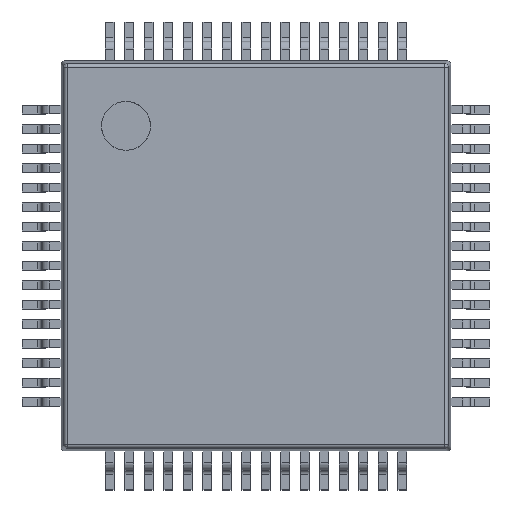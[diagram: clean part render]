
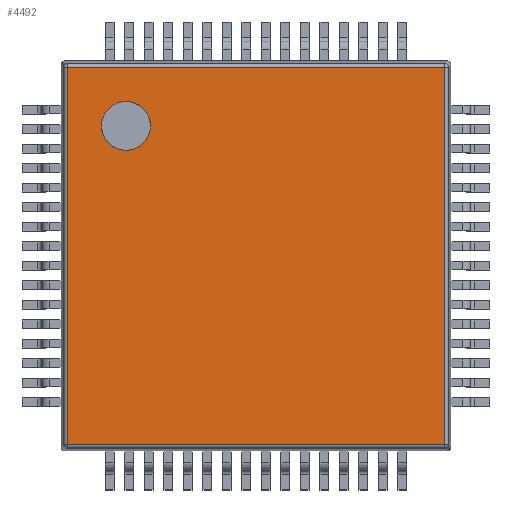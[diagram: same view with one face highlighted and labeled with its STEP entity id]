
A CAD part, top view. The second image highlights one B-rep face of the part: STEP entity #4492.
In plain terms, the highlighted planar face has unit normal (0, 0, 1).
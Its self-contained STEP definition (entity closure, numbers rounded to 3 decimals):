
#253 = AXIS2_PLACEMENT_3D ( 'NONE', #3176, #2744, #690 ) ;
#287 = ORIENTED_EDGE ( 'NONE', *, *, #617, .F. ) ;
#348 = CARTESIAN_POINT ( 'NONE',  ( 9.834, 0.166, 1.6 ) ) ;
#371 = CARTESIAN_POINT ( 'NONE',  ( 0.076, 0.166, 1.6 ) ) ;
#392 = DIRECTION ( 'NONE',  ( -1., 0., 0. ) ) ;
#585 = VECTOR ( 'NONE', #1250, 1000. ) ;
#617 = EDGE_CURVE ( 'NONE', #2299, #3069, #1789, .T. ) ;
#690 = DIRECTION ( 'NONE',  ( 1., 0., 0. ) ) ;
#958 = CARTESIAN_POINT ( 'NONE',  ( 0.166, 9.834, 1.6 ) ) ;
#1057 = DIRECTION ( 'NONE',  ( 0., 1., 0. ) ) ;
#1067 = CARTESIAN_POINT ( 'NONE',  ( 2.292, 8.333, 1.6 ) ) ;
#1147 = LINE ( 'NONE', #371, #1712 ) ;
#1163 = VERTEX_POINT ( 'NONE', #1067 ) ;
#1250 = DIRECTION ( 'NONE',  ( 0., -1., 0. ) ) ;
#1258 = VECTOR ( 'NONE', #1057, 1000. ) ;
#1360 = CARTESIAN_POINT ( 'NONE',  ( 1.667, 8.333, 1.6 ) ) ;
#1416 = EDGE_CURVE ( 'NONE', #1656, #1163, #4807, .T. ) ;
#1459 = EDGE_LOOP ( 'NONE', ( #287, #4765, #2191, #5145 ) ) ;
#1505 = VERTEX_POINT ( 'NONE', #958 ) ;
#1622 = VERTEX_POINT ( 'NONE', #2360 ) ;
#1656 = VERTEX_POINT ( 'NONE', #4382 ) ;
#1712 = VECTOR ( 'NONE', #392, 1000. ) ;
#1757 = CARTESIAN_POINT ( 'NONE',  ( 9.834, 0.076, 1.6 ) ) ;
#1789 = LINE ( 'NONE', #1757, #585 ) ;
#1847 = CARTESIAN_POINT ( 'NONE',  ( 0.166, 0.076, 1.6 ) ) ;
#1873 = EDGE_CURVE ( 'NONE', #3069, #1622, #1147, .T. ) ;
#1922 = DIRECTION ( 'NONE',  ( 1., 0., 0. ) ) ;
#1957 = DIRECTION ( 'NONE',  ( 1., 0., 0. ) ) ;
#2191 = ORIENTED_EDGE ( 'NONE', *, *, #4263, .F. ) ;
#2271 = LINE ( 'NONE', #2301, #3555 ) ;
#2299 = VERTEX_POINT ( 'NONE', #2607 ) ;
#2301 = CARTESIAN_POINT ( 'NONE',  ( 0.076, 9.834, 1.6 ) ) ;
#2319 = DIRECTION ( 'NONE',  ( 0., 0., 1. ) ) ;
#2340 = LINE ( 'NONE', #1847, #1258 ) ;
#2360 = CARTESIAN_POINT ( 'NONE',  ( 0.166, 0.166, 1.6 ) ) ;
#2408 = CIRCLE ( 'NONE', #253, 0.625 ) ;
#2607 = CARTESIAN_POINT ( 'NONE',  ( 9.834, 9.834, 1.6 ) ) ;
#2731 = CARTESIAN_POINT ( 'NONE',  ( 0., 0., 1.6 ) ) ;
#2744 = DIRECTION ( 'NONE',  ( 0., 0., -1. ) ) ;
#3069 = VERTEX_POINT ( 'NONE', #348 ) ;
#3176 = CARTESIAN_POINT ( 'NONE',  ( 1.667, 8.333, 1.6 ) ) ;
#3227 = AXIS2_PLACEMENT_3D ( 'NONE', #1360, #5070, #3828 ) ;
#3555 = VECTOR ( 'NONE', #1957, 1000. ) ;
#3752 = EDGE_LOOP ( 'NONE', ( #4551, #4659 ) ) ;
#3828 = DIRECTION ( 'NONE',  ( 1., 0., 0. ) ) ;
#4263 = EDGE_CURVE ( 'NONE', #1622, #1505, #2340, .T. ) ;
#4281 = FACE_BOUND ( 'NONE', #3752, .T. ) ;
#4382 = CARTESIAN_POINT ( 'NONE',  ( 1.042, 8.333, 1.6 ) ) ;
#4492 = ADVANCED_FACE ( 'NONE', ( #4281, #4657 ), #5250, .T. ) ;
#4535 = EDGE_CURVE ( 'NONE', #1505, #2299, #2271, .T. ) ;
#4551 = ORIENTED_EDGE ( 'NONE', *, *, #5102, .T. ) ;
#4657 = FACE_OUTER_BOUND ( 'NONE', #1459, .T. ) ;
#4659 = ORIENTED_EDGE ( 'NONE', *, *, #1416, .T. ) ;
#4765 = ORIENTED_EDGE ( 'NONE', *, *, #4535, .F. ) ;
#4807 = CIRCLE ( 'NONE', #3227, 0.625 ) ;
#5070 = DIRECTION ( 'NONE',  ( 0., 0., -1. ) ) ;
#5102 = EDGE_CURVE ( 'NONE', #1163, #1656, #2408, .T. ) ;
#5145 = ORIENTED_EDGE ( 'NONE', *, *, #1873, .F. ) ;
#5184 = AXIS2_PLACEMENT_3D ( 'NONE', #2731, #2319, #1922 ) ;
#5250 = PLANE ( 'NONE',  #5184 ) ;
